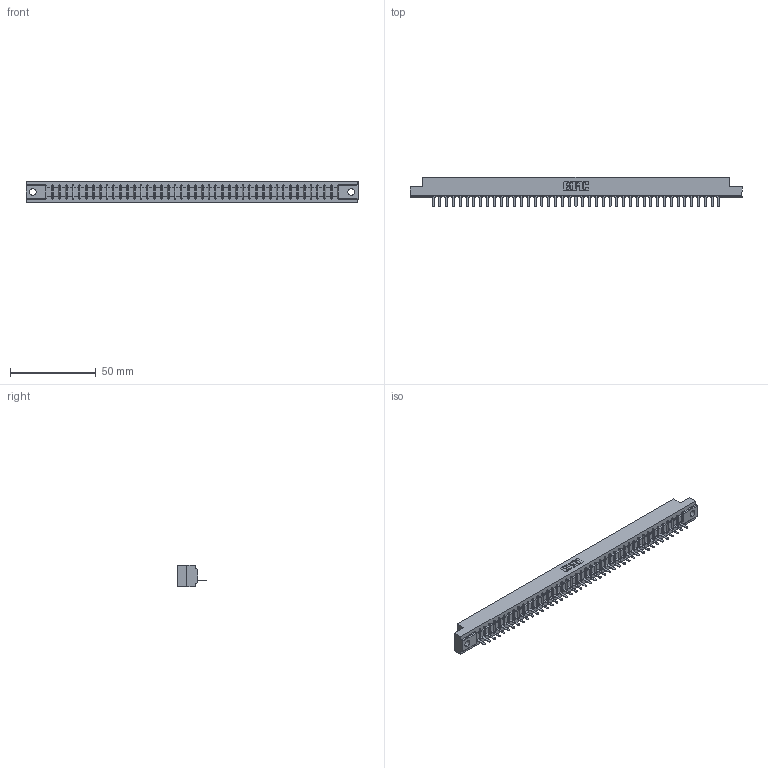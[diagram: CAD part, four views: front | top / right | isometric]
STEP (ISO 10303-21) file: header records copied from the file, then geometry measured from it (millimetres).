
FILE_DESCRIPTION (( 'STEP AP203' ), '1' );
FILE_NAME ('357-043-521-104.STEP', '2019-09-17T10:54:25', ( '' ), ( '' ), 'SwSTEP 2.0', 'SolidWorks 2016', '' );
FILE_SCHEMA (( 'CONFIG_CONTROL_DESIGN' ));
Length unit declared in the file: inch
Products named in the file (3): 357-043-521-104; 307 Part_.156 Dia Mounting Holes; 307-290-002_521
Assembly tree (44 placements, depth 2):
  357-043-521-104
    307 Part_.156 Dia Mounting Holes
    307-290-002_521  x43
Bounding box: 193.4 x 17.42 x 12.7 mm (x, y, z)
Volume: 20599.8 mm3; surface area: 25766.1 mm2
Topology: 44 solids, 44 shells, 3358 faces, 10335 edges, 6770 vertices
Faces by surface type: plane 2019, cylinder 1251, sphere 88
Entity records: 37876 total; most frequent: CARTESIAN_POINT 6394, ORIENTED_EDGE 6382, DIRECTION 6203, EDGE_CURVE 3191, LINE 2453, VECTOR 2453, VERTEX_POINT 2066, AXIS2_PLACEMENT_3D 1875
